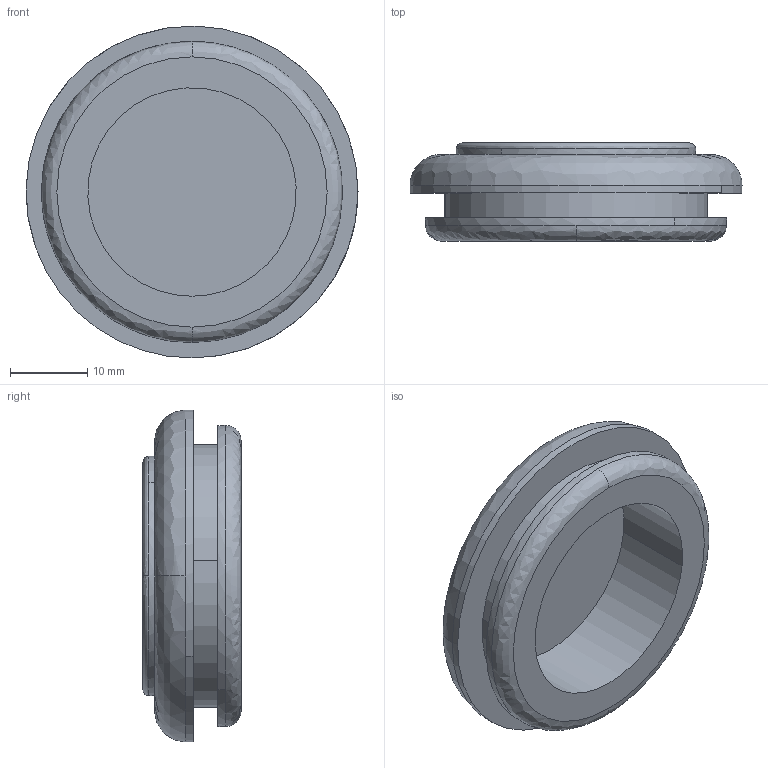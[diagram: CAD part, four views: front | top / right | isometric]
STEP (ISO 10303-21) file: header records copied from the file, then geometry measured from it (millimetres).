
FILE_DESCRIPTION( (''), '2;1');
FILE_NAME ('PC50.12492.TM_MG_11_CRUL_18138.stp','2019-12-19T14:52:34',(''),(''),'spGate 15.6.1','','');
FILE_SCHEMA (('AUTOMOTIVE_DESIGN'));
Length unit declared in the file: millimetre
Bounding box: 43 x 12.7 x 43 mm (x, y, z)
Volume: 7331.9 mm3; surface area: 5640.8 mm2
Topology: 1 solids, 1 shells, 27 faces, 82 edges, 62 vertices
Faces by surface type: cylinder 12, bspline 8, plane 7
Entity records: 1770 total; most frequent: CARTESIAN_POINT 396, ORIENTED_EDGE 164, DIRECTION 162, COLOUR_RGB 110, PRESENTATION_STYLE_ASSIGNMENT 110, STYLED_ITEM 110, EDGE_CURVE 82, DRAUGHTING_PRE_DEFINED_CURVE_FONT 82
